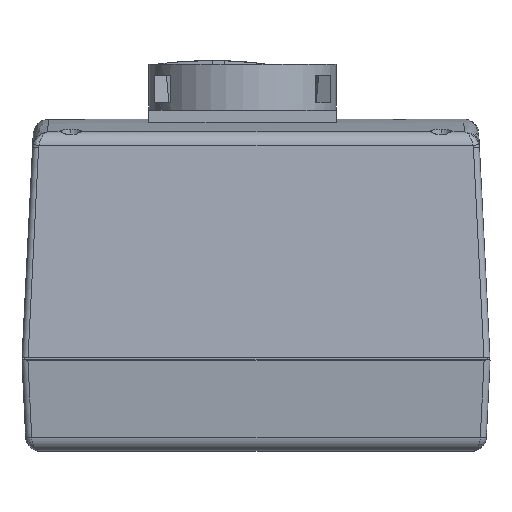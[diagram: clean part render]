
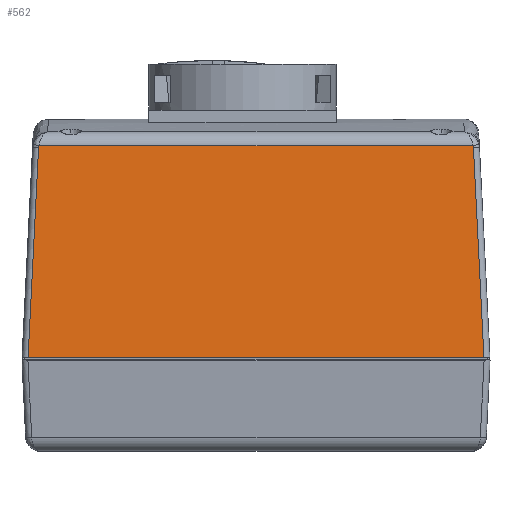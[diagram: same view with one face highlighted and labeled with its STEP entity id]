
A CAD part, left-side view. The second image highlights one B-rep face of the part: STEP entity #562.
In plain terms, the highlighted planar face has unit normal (-0.998, 0, 0.067).
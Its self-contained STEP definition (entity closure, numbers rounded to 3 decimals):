
#562=ADVANCED_FACE('NONE',(#1542),#1543,.T.);
#1542=FACE_OUTER_BOUND('',#2955,.T.);
#1543=PLANE('',#2956);
#2955=EDGE_LOOP('',(#7621,#7622,#7623,#7624,#7625,#7626));
#2956=AXIS2_PLACEMENT_3D('',#7627,#7628,#7629);
#7621=ORIENTED_EDGE('',*,*,#11372,.T.);
#7622=ORIENTED_EDGE('',*,*,#11373,.T.);
#7623=ORIENTED_EDGE('',*,*,#11374,.T.);
#7624=ORIENTED_EDGE('',*,*,#11375,.T.);
#7625=ORIENTED_EDGE('',*,*,#11376,.T.);
#7626=ORIENTED_EDGE('',*,*,#11377,.F.);
#7627=CARTESIAN_POINT('',(5.0,-0.038,105.));
#7628=DIRECTION('',(-0.998,0.,0.067));
#7629=DIRECTION('',(0.,-1.0,0.0));
#11372=EDGE_CURVE('NONE',#13399,#13400,#13401,.T.);
#11373=EDGE_CURVE('NONE',#13400,#13402,#13403,.T.);
#11374=EDGE_CURVE('NONE',#13402,#13404,#13405,.T.);
#11375=EDGE_CURVE('NONE',#13404,#13406,#13407,.T.);
#11376=EDGE_CURVE('NONE',#13406,#13408,#13409,.T.);
#11377=EDGE_CURVE('NONE',#13399,#13408,#13410,.T.);
#13399=VERTEX_POINT('NONE',#18167);
#13400=VERTEX_POINT('NONE',#18168);
#13401=LINE('',#18169,#18170);
#13402=VERTEX_POINT('NONE',#18171);
#13403=B_SPLINE_CURVE_WITH_KNOTS('',3,(#18172,#18173,#18174,#18175),.UNSPECIFIED.,.F.,.F.,(4,4),(0.0,0.001),.UNSPECIFIED.);
#13404=VERTEX_POINT('NONE',#18176);
#13405=LINE('',#18177,#18178);
#13406=VERTEX_POINT('NONE',#18179);
#13407=B_SPLINE_CURVE_WITH_KNOTS('',3,(#18180,#18181,#18182,#18183),.UNSPECIFIED.,.F.,.F.,(4,4),(0.0,0.001),.UNSPECIFIED.);
#13408=VERTEX_POINT('NONE',#18184);
#13409=LINE('',#18185,#18186);
#13410=LINE('',#18187,#18188);
#18167=CARTESIAN_POINT('',(0.067,2.007,31.));
#18168=CARTESIAN_POINT('',(4.702,5.484,100.531));
#18169=CARTESIAN_POINT('',(4.981,5.693,104.715));
#18170=VECTOR('',#24724,1000.0);
#18171=CARTESIAN_POINT('',(4.746,5.588,101.196));
#18172=CARTESIAN_POINT('',(4.702,5.484,100.531));
#18173=CARTESIAN_POINT('',(4.717,5.495,100.756));
#18174=CARTESIAN_POINT('',(4.732,5.53,100.978));
#18175=CARTESIAN_POINT('',(4.746,5.588,101.196));
#18176=CARTESIAN_POINT('',(4.746,149.335,101.196));
#18177=CARTESIAN_POINT('',(4.746,-0.038,101.196));
#18178=VECTOR('',#24725,1000.0);
#18179=CARTESIAN_POINT('',(4.702,149.439,100.531));
#18180=CARTESIAN_POINT('',(4.746,149.335,101.196));
#18181=CARTESIAN_POINT('',(4.732,149.393,100.978));
#18182=CARTESIAN_POINT('',(4.717,149.428,100.756));
#18183=CARTESIAN_POINT('',(4.702,149.439,100.531));
#18184=CARTESIAN_POINT('',(0.067,152.916,31.));
#18185=CARTESIAN_POINT('',(5.494,148.845,112.411));
#18186=VECTOR('',#24726,1000.0);
#18187=CARTESIAN_POINT('',(0.067,153.962,31.));
#18188=VECTOR('',#24727,1000.0);
#24724=DIRECTION('',(0.066,0.05,0.997));
#24725=DIRECTION('',(0.,1.0,0.));
#24726=DIRECTION('',(-0.066,0.05,-0.997));
#24727=DIRECTION('',(0.0,1.0,0.0));
